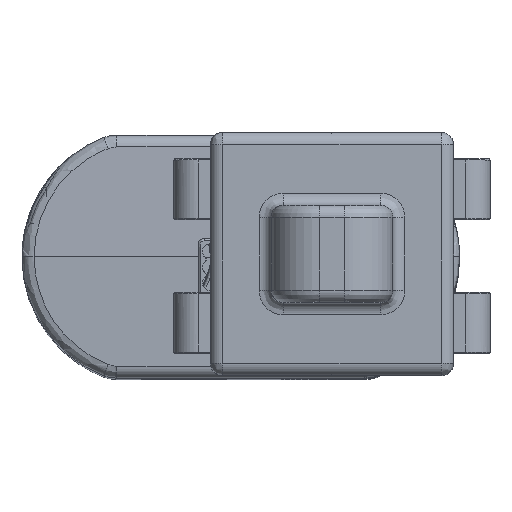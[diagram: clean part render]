
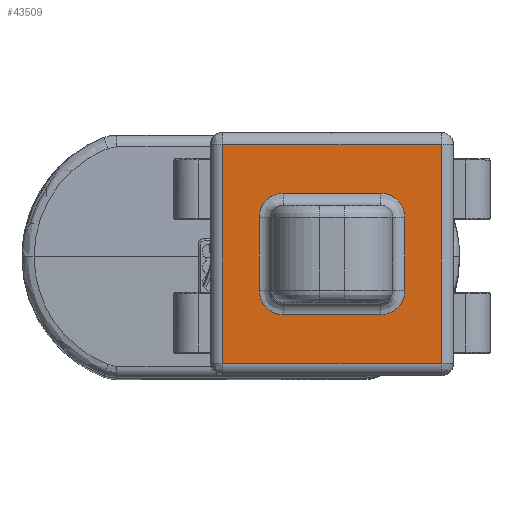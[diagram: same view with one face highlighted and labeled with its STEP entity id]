
A CAD part, top view. The second image highlights one B-rep face of the part: STEP entity #43509.
In plain terms, the highlighted free-form (B-spline) face has degree [1, 1] with [2, 2] control points.
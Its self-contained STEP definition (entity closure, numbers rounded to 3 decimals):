
#43509 = ADVANCED_FACE('',(#43510,#43540),#43602,.F.);
#43510 = FACE_BOUND('',#43511,.F.);
#43511 = EDGE_LOOP('',(#43512,#43521,#43528,#43535));
#43512 = ORIENTED_EDGE('',*,*,#43513,.F.);
#43513 = EDGE_CURVE('',#43514,#43516,#43518,.T.);
#43514 = VERTEX_POINT('',#43515);
#43515 = CARTESIAN_POINT('',(-26.799,12.369,
    262.36));
#43516 = VERTEX_POINT('',#43517);
#43517 = CARTESIAN_POINT('',(-26.799,-12.369,
    262.36));
#43518 = B_SPLINE_CURVE_WITH_KNOTS('',1,(#43519,#43520),.UNSPECIFIED.,
  .F.,.F.,(2,2),(0.,18.),.PIECEWISE_BEZIER_KNOTS.);
#43519 = CARTESIAN_POINT('',(-26.799,12.369,
    262.36));
#43520 = CARTESIAN_POINT('',(-26.799,-12.369,
    262.36));
#43521 = ORIENTED_EDGE('',*,*,#43522,.F.);
#43522 = EDGE_CURVE('',#43523,#43514,#43525,.T.);
#43523 = VERTEX_POINT('',#43524);
#43524 = CARTESIAN_POINT('',(-2.061,12.369,
    262.36));
#43525 = B_SPLINE_CURVE_WITH_KNOTS('',1,(#43526,#43527),.UNSPECIFIED.,
  .F.,.F.,(2,2),(0.,18.),.PIECEWISE_BEZIER_KNOTS.);
#43526 = CARTESIAN_POINT('',(-2.061,12.369,
    262.36));
#43527 = CARTESIAN_POINT('',(-26.799,12.369,
    262.36));
#43528 = ORIENTED_EDGE('',*,*,#43529,.F.);
#43529 = EDGE_CURVE('',#43530,#43523,#43532,.T.);
#43530 = VERTEX_POINT('',#43531);
#43531 = CARTESIAN_POINT('',(-2.061,-12.369,
    262.36));
#43532 = B_SPLINE_CURVE_WITH_KNOTS('',1,(#43533,#43534),.UNSPECIFIED.,
  .F.,.F.,(2,2),(0.,18.),.PIECEWISE_BEZIER_KNOTS.);
#43533 = CARTESIAN_POINT('',(-2.061,-12.369,
    262.36));
#43534 = CARTESIAN_POINT('',(-2.061,12.369,
    262.36));
#43535 = ORIENTED_EDGE('',*,*,#43536,.F.);
#43536 = EDGE_CURVE('',#43516,#43530,#43537,.T.);
#43537 = B_SPLINE_CURVE_WITH_KNOTS('',1,(#43538,#43539),.UNSPECIFIED.,
  .F.,.F.,(2,2),(0.,18.),.PIECEWISE_BEZIER_KNOTS.);
#43538 = CARTESIAN_POINT('',(-26.799,-12.369,
    262.36));
#43539 = CARTESIAN_POINT('',(-2.061,-12.369,
    262.36));
#43540 = FACE_BOUND('',#43541,.F.);
#43541 = EDGE_LOOP('',(#43542,#43552,#43559,#43567,#43574,#43582,#43589,
    #43597));
#43542 = ORIENTED_EDGE('',*,*,#43543,.T.);
#43543 = EDGE_CURVE('',#43544,#43546,#43548,.T.);
#43544 = VERTEX_POINT('',#43545);
#43545 = CARTESIAN_POINT('',(-19.928,6.872,
    262.36));
#43546 = VERTEX_POINT('',#43547);
#43547 = CARTESIAN_POINT('',(-22.676,4.123,
    262.36));
#43548 = ( BOUNDED_CURVE() B_SPLINE_CURVE(2,(#43549,#43550,#43551),
.UNSPECIFIED.,.F.,.F.) B_SPLINE_CURVE_WITH_KNOTS((3,3),(0.,
1.571),.PIECEWISE_BEZIER_KNOTS.) CURVE() 
GEOMETRIC_REPRESENTATION_ITEM() RATIONAL_B_SPLINE_CURVE((1.,
0.707,1.)) REPRESENTATION_ITEM('') );
#43549 = CARTESIAN_POINT('',(-19.928,6.872,
    262.36));
#43550 = CARTESIAN_POINT('',(-22.676,6.872,
    262.36));
#43551 = CARTESIAN_POINT('',(-22.676,4.123,
    262.36));
#43552 = ORIENTED_EDGE('',*,*,#43553,.T.);
#43553 = EDGE_CURVE('',#43546,#43554,#43556,.T.);
#43554 = VERTEX_POINT('',#43555);
#43555 = CARTESIAN_POINT('',(-22.676,-4.123,
    262.36));
#43556 = B_SPLINE_CURVE_WITH_KNOTS('',1,(#43557,#43558),.UNSPECIFIED.,
  .F.,.F.,(2,2),(0.,6.),
  .PIECEWISE_BEZIER_KNOTS.);
#43557 = CARTESIAN_POINT('',(-22.676,4.123,
    262.36));
#43558 = CARTESIAN_POINT('',(-22.676,-4.123,
    262.36));
#43559 = ORIENTED_EDGE('',*,*,#43560,.T.);
#43560 = EDGE_CURVE('',#43554,#43561,#43563,.T.);
#43561 = VERTEX_POINT('',#43562);
#43562 = CARTESIAN_POINT('',(-19.928,-6.872,
    262.36));
#43563 = ( BOUNDED_CURVE() B_SPLINE_CURVE(2,(#43564,#43565,#43566),
.UNSPECIFIED.,.F.,.F.) B_SPLINE_CURVE_WITH_KNOTS((3,3),(0.,
1.571),.PIECEWISE_BEZIER_KNOTS.) CURVE() 
GEOMETRIC_REPRESENTATION_ITEM() RATIONAL_B_SPLINE_CURVE((1.,
0.707,1.)) REPRESENTATION_ITEM('') );
#43564 = CARTESIAN_POINT('',(-22.676,-4.123,
    262.36));
#43565 = CARTESIAN_POINT('',(-22.676,-6.872,
    262.36));
#43566 = CARTESIAN_POINT('',(-19.928,-6.872,
    262.36));
#43567 = ORIENTED_EDGE('',*,*,#43568,.T.);
#43568 = EDGE_CURVE('',#43561,#43569,#43571,.T.);
#43569 = VERTEX_POINT('',#43570);
#43570 = CARTESIAN_POINT('',(-8.933,-6.872,
    262.36));
#43571 = B_SPLINE_CURVE_WITH_KNOTS('',1,(#43572,#43573),.UNSPECIFIED.,
  .F.,.F.,(2,2),(0.,8.),
  .PIECEWISE_BEZIER_KNOTS.);
#43572 = CARTESIAN_POINT('',(-19.928,-6.872,
    262.36));
#43573 = CARTESIAN_POINT('',(-8.933,-6.872,
    262.36));
#43574 = ORIENTED_EDGE('',*,*,#43575,.T.);
#43575 = EDGE_CURVE('',#43569,#43576,#43578,.T.);
#43576 = VERTEX_POINT('',#43577);
#43577 = CARTESIAN_POINT('',(-6.184,-4.123,
    262.36));
#43578 = ( BOUNDED_CURVE() B_SPLINE_CURVE(2,(#43579,#43580,#43581),
.UNSPECIFIED.,.F.,.F.) B_SPLINE_CURVE_WITH_KNOTS((3,3),(0.,
1.571),.PIECEWISE_BEZIER_KNOTS.) CURVE() 
GEOMETRIC_REPRESENTATION_ITEM() RATIONAL_B_SPLINE_CURVE((1.,
0.707,1.)) REPRESENTATION_ITEM('') );
#43579 = CARTESIAN_POINT('',(-8.933,-6.872,
    262.36));
#43580 = CARTESIAN_POINT('',(-6.184,-6.872,
    262.36));
#43581 = CARTESIAN_POINT('',(-6.184,-4.123,
    262.36));
#43582 = ORIENTED_EDGE('',*,*,#43583,.T.);
#43583 = EDGE_CURVE('',#43576,#43584,#43586,.T.);
#43584 = VERTEX_POINT('',#43585);
#43585 = CARTESIAN_POINT('',(-6.184,4.123,
    262.36));
#43586 = B_SPLINE_CURVE_WITH_KNOTS('',1,(#43587,#43588),.UNSPECIFIED.,
  .F.,.F.,(2,2),(0.,6.),
  .PIECEWISE_BEZIER_KNOTS.);
#43587 = CARTESIAN_POINT('',(-6.184,-4.123,
    262.36));
#43588 = CARTESIAN_POINT('',(-6.184,4.123,
    262.36));
#43589 = ORIENTED_EDGE('',*,*,#43590,.T.);
#43590 = EDGE_CURVE('',#43584,#43591,#43593,.T.);
#43591 = VERTEX_POINT('',#43592);
#43592 = CARTESIAN_POINT('',(-8.933,6.872,
    262.36));
#43593 = ( BOUNDED_CURVE() B_SPLINE_CURVE(2,(#43594,#43595,#43596),
.UNSPECIFIED.,.F.,.F.) B_SPLINE_CURVE_WITH_KNOTS((3,3),(0.,
1.571),.PIECEWISE_BEZIER_KNOTS.) CURVE() 
GEOMETRIC_REPRESENTATION_ITEM() RATIONAL_B_SPLINE_CURVE((1.,
0.707,1.)) REPRESENTATION_ITEM('') );
#43594 = CARTESIAN_POINT('',(-6.184,4.123,
    262.36));
#43595 = CARTESIAN_POINT('',(-6.184,6.872,
    262.36));
#43596 = CARTESIAN_POINT('',(-8.933,6.872,
    262.36));
#43597 = ORIENTED_EDGE('',*,*,#43598,.T.);
#43598 = EDGE_CURVE('',#43591,#43544,#43599,.T.);
#43599 = B_SPLINE_CURVE_WITH_KNOTS('',1,(#43600,#43601),.UNSPECIFIED.,
  .F.,.F.,(2,2),(0.,8.),
  .PIECEWISE_BEZIER_KNOTS.);
#43600 = CARTESIAN_POINT('',(-8.933,6.872,
    262.36));
#43601 = CARTESIAN_POINT('',(-19.928,6.872,
    262.36));
#43602 = B_SPLINE_SURFACE_WITH_KNOTS('',1,1,(
    (#43603,#43604)
    ,(#43605,#43606
    )),.UNSPECIFIED.,.F.,.F.,.F.,(2,2),(2,2),(-9.,9.),(-9.,9.),
  .PIECEWISE_BEZIER_KNOTS.);
#43603 = CARTESIAN_POINT('',(-26.799,12.369,
    262.36));
#43604 = CARTESIAN_POINT('',(-26.799,-12.369,
    262.36));
#43605 = CARTESIAN_POINT('',(-2.061,12.369,
    262.36));
#43606 = CARTESIAN_POINT('',(-2.061,-12.369,
    262.36));
